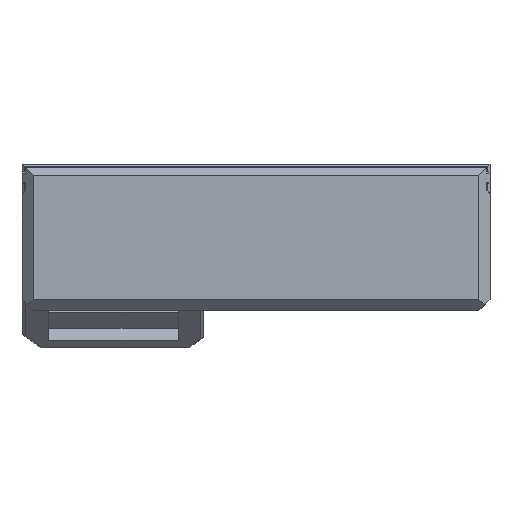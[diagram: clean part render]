
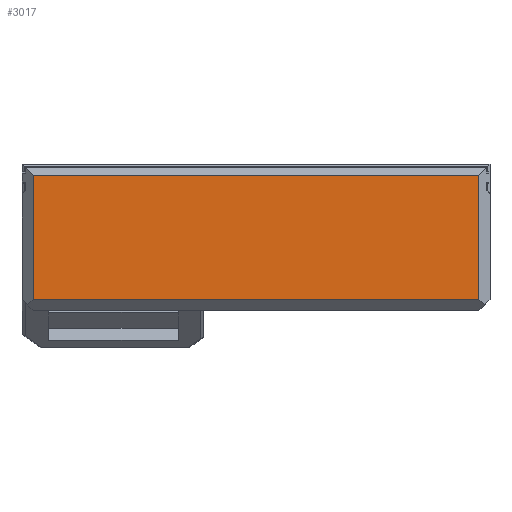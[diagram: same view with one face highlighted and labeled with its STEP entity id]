
A CAD part, front view. The second image highlights one B-rep face of the part: STEP entity #3017.
In plain terms, the highlighted planar face has unit normal (0, -1, 0).
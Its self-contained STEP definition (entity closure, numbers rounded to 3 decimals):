
#56=FACE_OUTER_BOUND('',#217,.T.);
#217=EDGE_LOOP('',(#2114,#2115,#2116,#2117));
#398=LINE('',#4172,#835);
#437=LINE('',#4250,#874);
#457=LINE('',#4288,#894);
#458=LINE('',#4289,#895);
#835=VECTOR('',#3380,10.);
#874=VECTOR('',#3439,10.);
#894=VECTOR('',#3481,10.);
#895=VECTOR('',#3482,10.);
#1264=VERTEX_POINT('',#4169);
#1265=VERTEX_POINT('',#4171);
#1293=VERTEX_POINT('',#4247);
#1294=VERTEX_POINT('',#4249);
#1554=EDGE_CURVE('',#1265,#1264,#398,.T.);
#1593=EDGE_CURVE('',#1293,#1294,#437,.T.);
#1613=EDGE_CURVE('',#1265,#1293,#457,.T.);
#1614=EDGE_CURVE('',#1294,#1264,#458,.T.);
#2114=ORIENTED_EDGE('',*,*,#1593,.F.);
#2115=ORIENTED_EDGE('',*,*,#1613,.F.);
#2116=ORIENTED_EDGE('',*,*,#1554,.T.);
#2117=ORIENTED_EDGE('',*,*,#1614,.F.);
#2857=PLANE('',#3181);
#3017=ADVANCED_FACE('',(#56),#2857,.T.);
#3181=AXIS2_PLACEMENT_3D('',#4287,#3479,#3480);
#3380=DIRECTION('',(0.,0.,-1.));
#3439=DIRECTION('',(0.,0.,-1.));
#3479=DIRECTION('center_axis',(0.,-1.,0.));
#3480=DIRECTION('ref_axis',(0.,0.,-1.));
#3481=DIRECTION('',(1.,0.,0.));
#3482=DIRECTION('',(-1.,0.,0.));
#4169=CARTESIAN_POINT('',(-3.84,-4.,-29.896));
#4171=CARTESIAN_POINT('',(-3.84,-4.,3.5));
#4172=CARTESIAN_POINT('',(-3.84,-4.,-7.333));
#4247=CARTESIAN_POINT('',(116.,-4.,3.5));
#4249=CARTESIAN_POINT('',(116.,-4.,-29.896));
#4250=CARTESIAN_POINT('',(116.,-4.,-3.974));
#4287=CARTESIAN_POINT('Origin',(56.08,-4.,-14.448));
#4288=CARTESIAN_POINT('',(63.,-4.,3.5));
#4289=CARTESIAN_POINT('',(24.62,-4.,-29.896));
